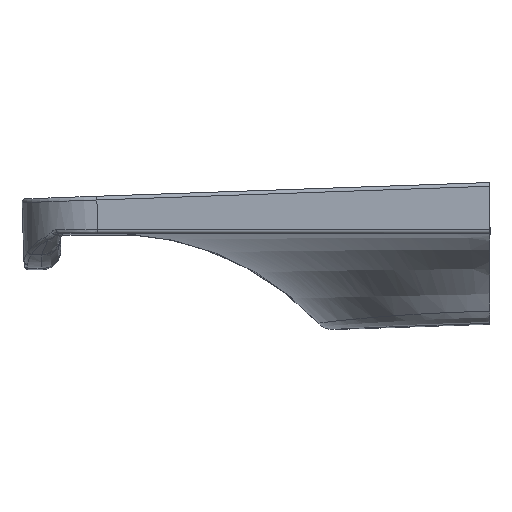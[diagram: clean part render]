
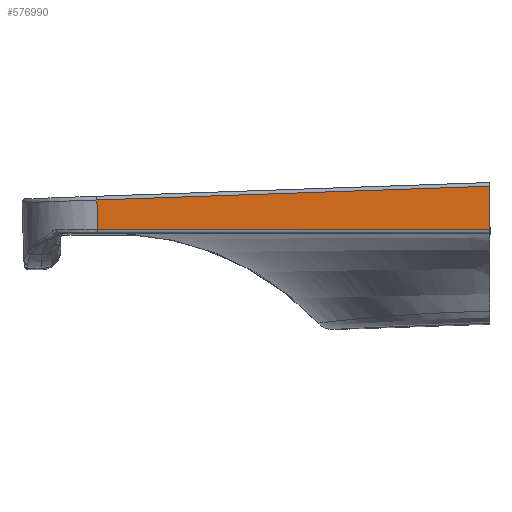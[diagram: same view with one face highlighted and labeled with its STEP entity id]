
A CAD part, top view. The second image highlights one B-rep face of the part: STEP entity #576990.
In plain terms, the highlighted planar face has unit normal (0, 0, 1).
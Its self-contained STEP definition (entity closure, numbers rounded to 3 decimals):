
#532950=CARTESIAN_POINT('',(4.997,1.653,66.5));
#532960=VERTEX_POINT('',#532950);
#532990=CARTESIAN_POINT('',(4.997,0.174,66.5));
#533000=DIRECTION('',(0.,1.,0.));
#533010=VECTOR('',#533000,1.);
#533020=LINE('',#532990,#533010);
#533030=CARTESIAN_POINT('',(4.997,3.974,66.5));
#533040=VERTEX_POINT('',#533030);
#533050=EDGE_CURVE('',#532960,#533040,#533020,.T.);
#564900=CARTESIAN_POINT('',(-15.995,3.241,66.5));
#564910=VERTEX_POINT('',#564900);
#564960=CARTESIAN_POINT('',(-15.882,0.,66.5));
#564970=DIRECTION('',(-0.035,0.999,0.));
#564980=VECTOR('',#564970,1.);
#564990=LINE('',#564960,#564980);
#565000=CARTESIAN_POINT('',(-15.94,1.653,66.5));
#565010=VERTEX_POINT('',#565000);
#565020=EDGE_CURVE('',#565010,#564910,#564990,.T.);
#576780=CARTESIAN_POINT('',(-22.015,8.55,66.5));
#576790=DIRECTION('',(-0.,-0.,-1.));
#576800=DIRECTION('',(0.,-1.,0.));
#576810=AXIS2_PLACEMENT_3D('',#576780,#576790,#576800);
#576820=PLANE('',#576810);
#576830=CARTESIAN_POINT('',(0.,3.8,66.5));
#576840=DIRECTION('',(0.999,0.035,0.));
#576850=VECTOR('',#576840,1.);
#576860=LINE('',#576830,#576850);
#576870=EDGE_CURVE('',#564910,#533040,#576860,.T.);
#576880=ORIENTED_EDGE('',*,*,#576870,.F.);
#576890=ORIENTED_EDGE('',*,*,#533050,.T.);
#576900=CARTESIAN_POINT('',(0.,1.653,66.5));
#576910=DIRECTION('',(1.,0.,0.));
#576920=VECTOR('',#576910,1.);
#576930=LINE('',#576900,#576920);
#576940=EDGE_CURVE('',#565010,#532960,#576930,.T.);
#576950=ORIENTED_EDGE('',*,*,#576940,.T.);
#576960=ORIENTED_EDGE('',*,*,#565020,.F.);
#576970=EDGE_LOOP('',(#576960,#576950,#576890,#576880));
#576980=FACE_OUTER_BOUND('',#576970,.T.);
#576990=ADVANCED_FACE('',(#576980),#576820,.F.);
